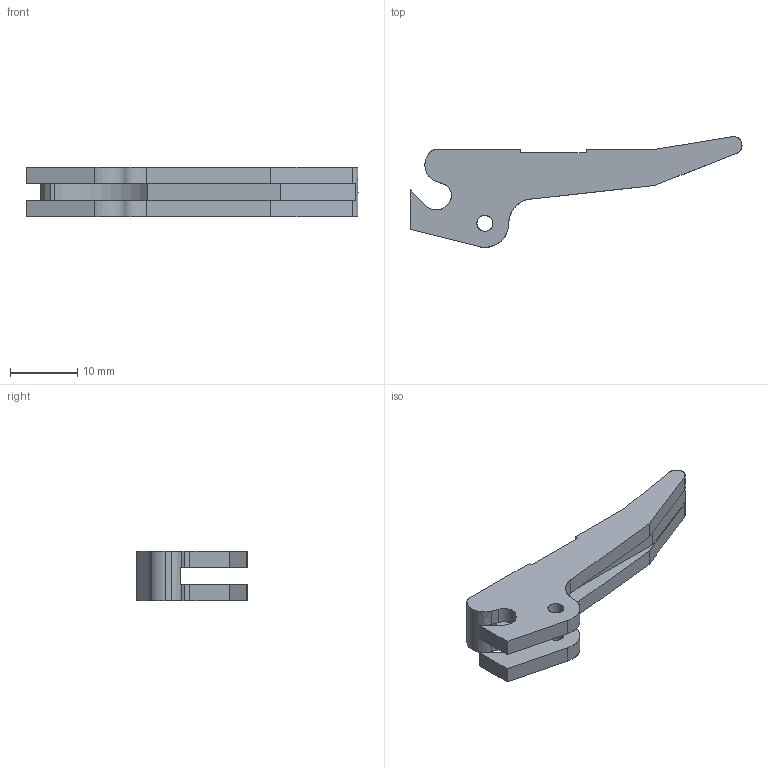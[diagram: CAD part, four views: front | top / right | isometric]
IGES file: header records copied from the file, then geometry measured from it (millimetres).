
Start section: SolidWorks IGES file using analytic representation for surfaces
Global section: file name: 1002-093 NT.IGS; native system: SolidWorks 2016; preprocessor: SolidWorks 2016; author: TDNguyen; date: 160617.111744; units: inch
Bounding box: 49.2 x 16.41 x 7.37 mm (x, y, z)
Surface area: 1957.3 mm2 (no closed solid volume)
Topology: 0 solids, 0 shells, 47 faces, 568 edges, 568 vertices
Faces by surface type: bspline 29, revolution 18
